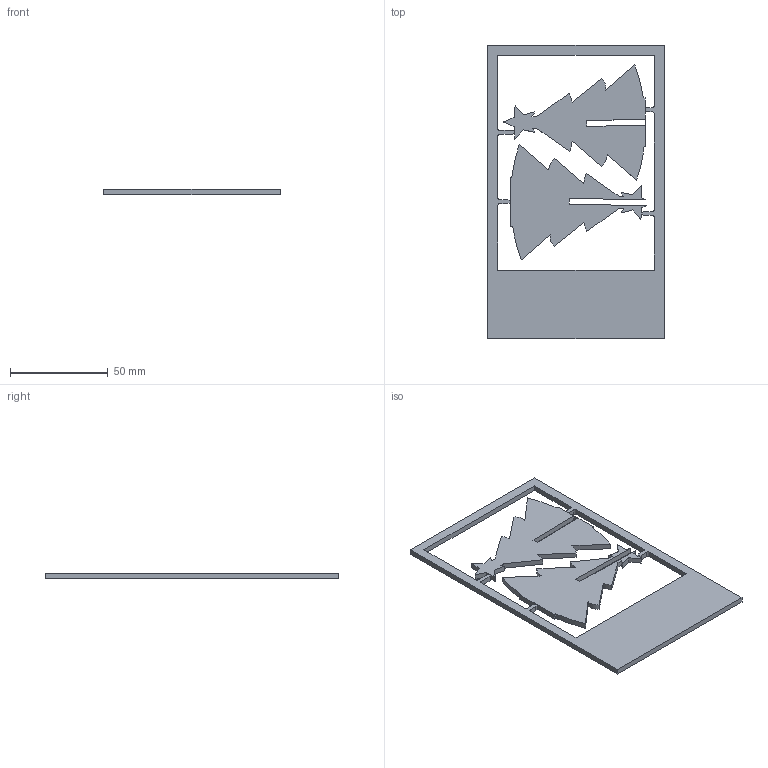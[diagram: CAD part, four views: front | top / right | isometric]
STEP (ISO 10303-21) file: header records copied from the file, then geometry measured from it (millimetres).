
FILE_DESCRIPTION(/* description */ (''),/* implementation_level */ '2;1');
FILE_NAME(/* name */ 'Christmas Tree Card v3.step',/* time_stamp */ '2019-10-30T15:25:21+01:00',/* author */ (''),/* organization */ (''),/* preprocessor_version */ 'ST-DEVELOPER v18',/* originating_system */ 'Autodesk Translation Framework v8.9.1.1155',/* authorisation */ '');
FILE_SCHEMA (('AUTOMOTIVE_DESIGN { 1 0 10303 214 3 1 1 }'));
Length unit declared in the file: millimetre
Products named in the file (1): Christmas Tree Card
Bounding box: 90 x 150 x 2.8 mm (x, y, z)
Volume: 23617.6 mm3; surface area: 21267.1 mm2
Topology: 1 solids, 1 shells, 107 faces, 315 edges, 208 vertices
Faces by surface type: plane 83, cylinder 24
Entity records: 3585 total; most frequent: CARTESIAN_POINT 631, ORIENTED_EDGE 630, DIRECTION 579, EDGE_CURVE 315, LINE 267, VECTOR 267, VERTEX_POINT 208, AXIS2_PLACEMENT_3D 156
